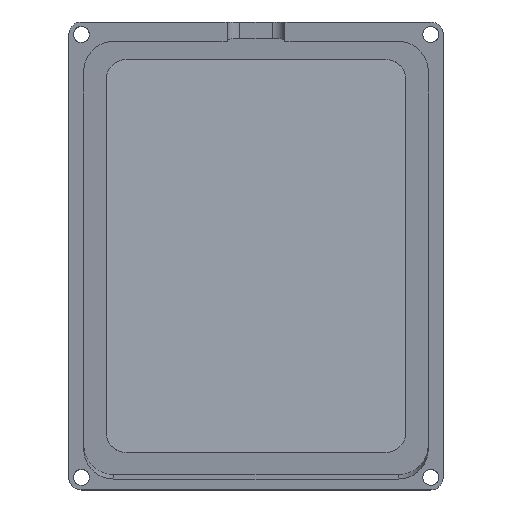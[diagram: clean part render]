
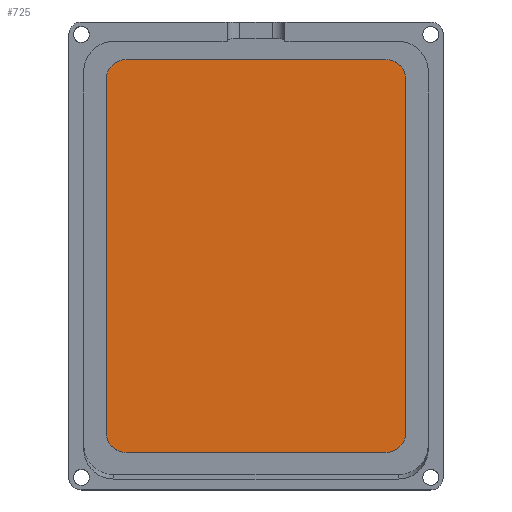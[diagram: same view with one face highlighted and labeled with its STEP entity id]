
A CAD part, top view. The second image highlights one B-rep face of the part: STEP entity #725.
In plain terms, the highlighted planar face has unit normal (0, 0, 1).
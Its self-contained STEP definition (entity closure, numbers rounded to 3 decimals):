
#25=PLANE('',#782);
#46=FACE_OUTER_BOUND('',#85,.T.);
#85=EDGE_LOOP('',(#498,#499,#500,#501,#502,#503,#504,#505));
#148=LINE('',#1094,#216);
#153=LINE('',#1108,#221);
#154=LINE('',#1110,#222);
#155=LINE('',#1114,#223);
#216=VECTOR('',#866,10.);
#221=VECTOR('',#879,10.);
#222=VECTOR('',#880,10.);
#223=VECTOR('',#883,10.);
#282=CIRCLE('',#776,4.);
#283=CIRCLE('',#780,4.);
#284=CIRCLE('',#783,4.);
#285=CIRCLE('',#784,4.);
#306=VERTEX_POINT('',#1084);
#307=VERTEX_POINT('',#1085);
#310=VERTEX_POINT('',#1093);
#312=VERTEX_POINT('',#1099);
#313=VERTEX_POINT('',#1100);
#316=VERTEX_POINT('',#1109);
#317=VERTEX_POINT('',#1111);
#318=VERTEX_POINT('',#1113);
#378=EDGE_CURVE('',#306,#307,#282,.T.);
#382=EDGE_CURVE('',#306,#310,#148,.T.);
#385=EDGE_CURVE('',#312,#313,#283,.T.);
#389=EDGE_CURVE('',#312,#307,#153,.T.);
#390=EDGE_CURVE('',#316,#313,#154,.T.);
#391=EDGE_CURVE('',#316,#317,#284,.T.);
#392=EDGE_CURVE('',#318,#317,#155,.T.);
#393=EDGE_CURVE('',#318,#310,#285,.T.);
#498=ORIENTED_EDGE('',*,*,#378,.T.);
#499=ORIENTED_EDGE('',*,*,#389,.F.);
#500=ORIENTED_EDGE('',*,*,#385,.T.);
#501=ORIENTED_EDGE('',*,*,#390,.F.);
#502=ORIENTED_EDGE('',*,*,#391,.T.);
#503=ORIENTED_EDGE('',*,*,#392,.F.);
#504=ORIENTED_EDGE('',*,*,#393,.T.);
#505=ORIENTED_EDGE('',*,*,#382,.F.);
#725=ADVANCED_FACE('',(#46),#25,.T.);
#776=AXIS2_PLACEMENT_3D('',#1086,#858,#859);
#780=AXIS2_PLACEMENT_3D('',#1101,#871,#872);
#782=AXIS2_PLACEMENT_3D('',#1107,#877,#878);
#783=AXIS2_PLACEMENT_3D('',#1112,#881,#882);
#784=AXIS2_PLACEMENT_3D('',#1115,#884,#885);
#858=DIRECTION('center_axis',(0.,0.,1.));
#859=DIRECTION('ref_axis',(-0.707,-0.707,0.));
#866=DIRECTION('',(0.,1.,0.));
#871=DIRECTION('center_axis',(0.,0.,1.));
#872=DIRECTION('ref_axis',(0.707,-0.707,0.));
#877=DIRECTION('center_axis',(0.,0.,1.));
#878=DIRECTION('ref_axis',(1.,0.,0.));
#879=DIRECTION('',(-1.,0.,0.));
#880=DIRECTION('',(0.,-1.,0.));
#881=DIRECTION('center_axis',(0.,0.,1.));
#882=DIRECTION('ref_axis',(0.707,0.707,0.));
#883=DIRECTION('',(1.,0.,0.));
#884=DIRECTION('center_axis',(0.,0.,1.));
#885=DIRECTION('ref_axis',(-0.707,0.707,0.));
#1084=CARTESIAN_POINT('',(-30.,-40.564,5.));
#1085=CARTESIAN_POINT('',(-26.,-44.564,5.));
#1086=CARTESIAN_POINT('Origin',(-26.,-40.564,5.));
#1093=CARTESIAN_POINT('',(-30.,30.145,5.));
#1094=CARTESIAN_POINT('',(-30.,-26.137,5.));
#1099=CARTESIAN_POINT('',(26.,-44.564,5.));
#1100=CARTESIAN_POINT('',(30.,-40.564,5.));
#1101=CARTESIAN_POINT('Origin',(26.,-40.564,5.));
#1107=CARTESIAN_POINT('Origin',(-32.5,-47.064,5.));
#1108=CARTESIAN_POINT('',(-31.25,-44.564,5.));
#1109=CARTESIAN_POINT('',(30.,30.145,5.));
#1110=CARTESIAN_POINT('',(30.,-26.137,5.));
#1111=CARTESIAN_POINT('',(26.,34.145,5.));
#1112=CARTESIAN_POINT('Origin',(26.,30.145,5.));
#1113=CARTESIAN_POINT('',(-26.,34.145,5.));
#1114=CARTESIAN_POINT('',(-31.25,34.145,5.));
#1115=CARTESIAN_POINT('Origin',(-26.,30.145,5.));
